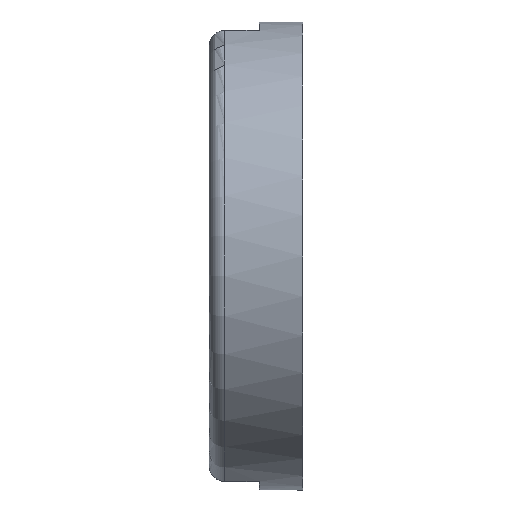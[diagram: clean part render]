
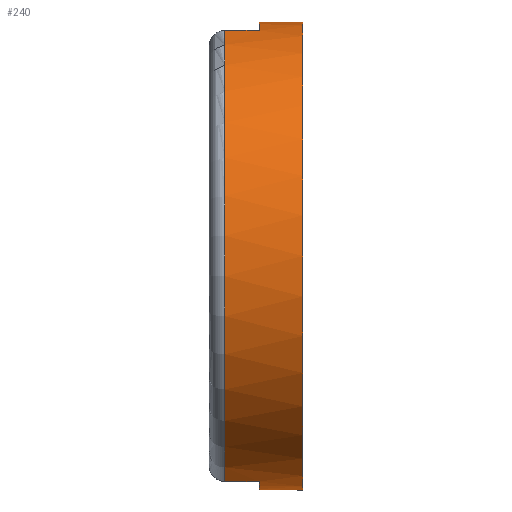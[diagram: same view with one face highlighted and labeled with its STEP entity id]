
A CAD part, front view. The second image highlights one B-rep face of the part: STEP entity #240.
In plain terms, the highlighted cylindrical face has radius 3.75 mm (diameter 7.5 mm), a full revolution.
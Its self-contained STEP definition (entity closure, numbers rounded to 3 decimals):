
#35=FACE_BOUND('',#62,.T.);
#47=FACE_OUTER_BOUND('',#61,.T.);
#61=EDGE_LOOP('',(#213));
#62=EDGE_LOOP('',(#214,#215,#216,#217,#218,#219,#220,#221));
#72=CIRCLE('',#256,3.75);
#73=CIRCLE('',#260,3.75);
#75=CIRCLE('',#264,3.75);
#76=CIRCLE('',#266,3.75);
#77=CIRCLE('',#267,3.75);
#85=LINE('',#368,#101);
#86=LINE('',#392,#102);
#90=LINE('',#412,#106);
#92=LINE('',#417,#108);
#101=VECTOR('',#297,0.55);
#102=VECTOR('',#300,0.55);
#106=VECTOR('',#310,0.55);
#108=VECTOR('',#314,0.55);
#121=VERTEX_POINT('',#365);
#122=VERTEX_POINT('',#367);
#123=VERTEX_POINT('',#380);
#124=VERTEX_POINT('',#391);
#125=VERTEX_POINT('',#395);
#127=VERTEX_POINT('',#401);
#128=VERTEX_POINT('',#414);
#129=VERTEX_POINT('',#416);
#131=VERTEX_POINT('',#437);
#145=EDGE_CURVE('',#122,#121,#85,.T.);
#148=EDGE_CURVE('',#124,#123,#86,.T.);
#151=EDGE_CURVE('',#121,#125,#72,.T.);
#154=EDGE_CURVE('',#125,#127,#90,.T.);
#156=EDGE_CURVE('',#129,#128,#92,.T.);
#159=EDGE_CURVE('',#128,#124,#73,.T.);
#161=EDGE_CURVE('',#129,#127,#75,.T.);
#162=EDGE_CURVE('',#131,#131,#76,.T.);
#163=EDGE_CURVE('',#122,#123,#77,.T.);
#213=ORIENTED_EDGE('',*,*,#162,.F.);
#214=ORIENTED_EDGE('',*,*,#145,.T.);
#215=ORIENTED_EDGE('',*,*,#151,.T.);
#216=ORIENTED_EDGE('',*,*,#154,.T.);
#217=ORIENTED_EDGE('',*,*,#161,.F.);
#218=ORIENTED_EDGE('',*,*,#156,.T.);
#219=ORIENTED_EDGE('',*,*,#159,.T.);
#220=ORIENTED_EDGE('',*,*,#148,.T.);
#221=ORIENTED_EDGE('',*,*,#163,.F.);
#229=CYLINDRICAL_SURFACE('',#265,3.75);
#240=ADVANCED_FACE('',(#47,#35),#229,.T.);
#256=AXIS2_PLACEMENT_3D('',#397,#305,#306);
#260=AXIS2_PLACEMENT_3D('',#431,#318,#319);
#264=AXIS2_PLACEMENT_3D('',#435,#326,#327);
#265=AXIS2_PLACEMENT_3D('',#436,#328,#329);
#266=AXIS2_PLACEMENT_3D('',#438,#330,#331);
#267=AXIS2_PLACEMENT_3D('',#439,#332,#333);
#297=DIRECTION('',(1.,0.,0.));
#300=DIRECTION('',(-1.,0.,0.));
#305=DIRECTION('center_axis',(1.,0.,0.));
#306=DIRECTION('ref_axis',(0.,0.,-1.));
#310=DIRECTION('',(-1.,0.,0.));
#314=DIRECTION('',(1.,0.,0.));
#318=DIRECTION('center_axis',(1.,0.,0.));
#319=DIRECTION('ref_axis',(0.,0.,-1.));
#326=DIRECTION('center_axis',(-1.,0.,0.));
#327=DIRECTION('ref_axis',(0.,0.,1.));
#328=DIRECTION('center_axis',(-1.,0.,0.));
#329=DIRECTION('ref_axis',(0.,0.,-1.));
#330=DIRECTION('center_axis',(1.,0.,0.));
#331=DIRECTION('ref_axis',(0.,0.,-1.));
#332=DIRECTION('center_axis',(-1.,0.,0.));
#333=DIRECTION('ref_axis',(0.,0.,1.));
#365=CARTESIAN_POINT('',(-7.75,-1.,0.636));
#367=CARTESIAN_POINT('',(-8.3,-1.,0.636));
#368=CARTESIAN_POINT('',(-7.8,-1.,0.636));
#380=CARTESIAN_POINT('',(-8.3,-1.,7.864));
#391=CARTESIAN_POINT('',(-7.75,-1.,7.864));
#392=CARTESIAN_POINT('',(-7.8,-1.,7.864));
#395=CARTESIAN_POINT('',(-7.75,1.,0.636));
#397=CARTESIAN_POINT('Origin',(-7.75,0.,4.25));
#401=CARTESIAN_POINT('',(-8.3,1.,0.636));
#412=CARTESIAN_POINT('',(-7.8,1.,0.636));
#414=CARTESIAN_POINT('',(-7.75,1.,7.864));
#416=CARTESIAN_POINT('',(-8.3,1.,7.864));
#417=CARTESIAN_POINT('',(-7.8,1.,7.864));
#431=CARTESIAN_POINT('Origin',(-7.75,0.,4.25));
#435=CARTESIAN_POINT('Origin',(-8.3,0.,4.25));
#436=CARTESIAN_POINT('Origin',(-7.8,0.,4.25));
#437=CARTESIAN_POINT('',(-7.05,0.,0.5));
#438=CARTESIAN_POINT('Origin',(-7.05,0.,4.25));
#439=CARTESIAN_POINT('Origin',(-8.3,0.,4.25));
